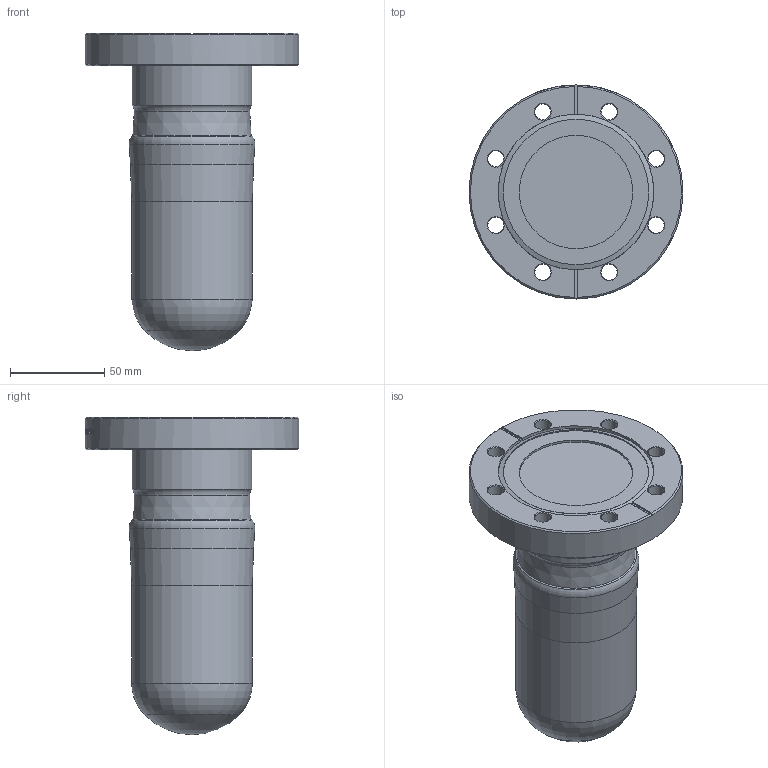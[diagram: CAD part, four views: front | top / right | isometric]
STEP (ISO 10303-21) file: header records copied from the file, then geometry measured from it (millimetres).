
FILE_DESCRIPTION(/* description */ ('Alibre Inc.'),/* implementation_level */ '2;1');
FILE_NAME(/* name */ 'export-3BDF8D8D-5FAE-4523-8B09-B34AD5ED2605',/* time_stamp */ '2023-05-03T08:08:45-07:00',/* author */ (''),/* organization */ (''),/* preprocessor_version */ 'ST-DEVELOPER v17',/* originating_system */ 'Alibre',/* authorisation */ '');
FILE_SCHEMA (('CONFIG_CONTROL_DESIGN'));
Length unit declared in the file: inch
Bounding box: 113.54 x 113.54 x 168.4 mm (x, y, z)
Volume: 612614.6 mm3; surface area: 57395.6 mm2
Topology: 1 solids, 1 shells, 432 faces, 1177 edges, 776 vertices
Faces by surface type: bspline 236, plane 126, cylinder 42, cone 22, torus 5, sphere 1
Full cylindrical faces by diameter (mm): 8.433 x8, 60.198 x1, 63.5 x1, 64 x1, 77.216 x1, 82.575 x1, 113.538 x1
Entity records: 16926 total; most frequent: CARTESIAN_POINT 7780, ORIENTED_EDGE 2256, EDGE_CURVE 1128, DIRECTION 1061, VERTEX_POINT 767, EDGE_LOOP 517, FACE_BOUND 517, B_SPLINE_CURVE_WITH_KNOTS 487
